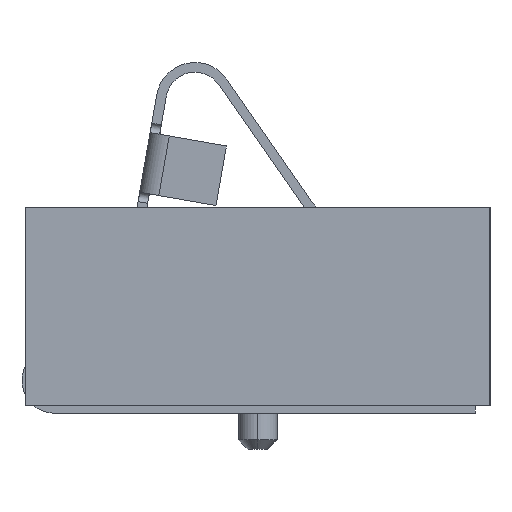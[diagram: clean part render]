
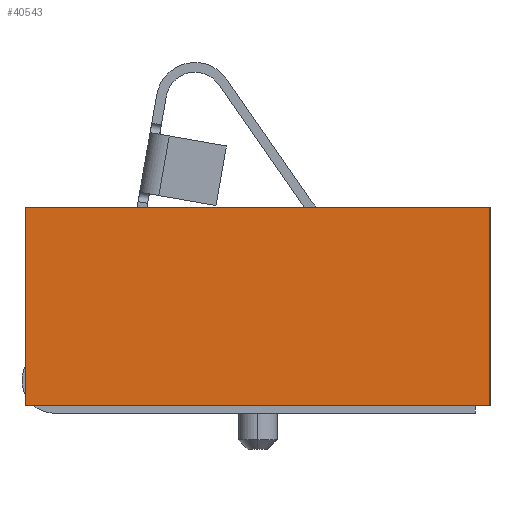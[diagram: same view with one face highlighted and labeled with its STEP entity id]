
A CAD part, left-side view. The second image highlights one B-rep face of the part: STEP entity #40543.
In plain terms, the highlighted free-form (B-spline) face has degree [1, 1] with [2, 2] control points.
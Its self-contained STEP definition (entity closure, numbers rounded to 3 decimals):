
#40543 = ADVANCED_FACE('',(#40544),#40558,.T.);
#40544 = FACE_BOUND('',#40545,.T.);
#40545 = EDGE_LOOP('',(#40546,#40569,#40585,#40601));
#40546 = ORIENTED_EDGE('',*,*,#40547,.T.);
#40547 = EDGE_CURVE('',#40548,#40550,#40552,.T.);
#40548 = VERTEX_POINT('',#40549);
#40549 = CARTESIAN_POINT('',(-6.45,4.8,0.));
#40550 = VERTEX_POINT('',#40551);
#40551 = CARTESIAN_POINT('',(-6.45,4.8,-4.1));
#40552 = SURFACE_CURVE('',#40553,(#40557),.PCURVE_S1.);
#40553 = LINE('',#40554,#40555);
#40554 = CARTESIAN_POINT('',(-6.45,4.8,0.));
#40555 = VECTOR('',#40556,1.);
#40556 = DIRECTION('',(0.,0.,-1.));
#40557 = PCURVE('',#40558,#40563);
#40558 = B_SPLINE_SURFACE_WITH_KNOTS('',1,1,(
    (#40559,#40560)
    ,(#40561,#40562
    )),.UNSPECIFIED.,.F.,.F.,.F.,(2,2),(2,2),(-0.082,4.182),(-9.792,
    0.192),.PIECEWISE_BEZIER_KNOTS.);
#40559 = CARTESIAN_POINT('',(-6.45,-4.992,-4.182));
#40560 = CARTESIAN_POINT('',(-6.45,4.992,-4.182));
#40561 = CARTESIAN_POINT('',(-6.45,-4.992,0.082));
#40562 = CARTESIAN_POINT('',(-6.45,4.992,0.082));
#40563 = DEFINITIONAL_REPRESENTATION('',(#40564),#40568);
#40564 = LINE('',#40565,#40566);
#40565 = CARTESIAN_POINT('',(4.1,0.));
#40566 = VECTOR('',#40567,1.);
#40567 = DIRECTION('',(-1.,0.));
#40568 = ( GEOMETRIC_REPRESENTATION_CONTEXT(2) 
PARAMETRIC_REPRESENTATION_CONTEXT() REPRESENTATION_CONTEXT('2D SPACE',''
  ) );
#40569 = ORIENTED_EDGE('',*,*,#40570,.T.);
#40570 = EDGE_CURVE('',#40550,#40571,#40573,.T.);
#40571 = VERTEX_POINT('',#40572);
#40572 = CARTESIAN_POINT('',(-6.45,-4.8,-4.1));
#40573 = SURFACE_CURVE('',#40574,(#40578),.PCURVE_S1.);
#40574 = LINE('',#40575,#40576);
#40575 = CARTESIAN_POINT('',(-6.45,4.8,-4.1));
#40576 = VECTOR('',#40577,1.);
#40577 = DIRECTION('',(0.,-1.,0.));
#40578 = PCURVE('',#40558,#40579);
#40579 = DEFINITIONAL_REPRESENTATION('',(#40580),#40584);
#40580 = LINE('',#40581,#40582);
#40581 = CARTESIAN_POINT('',(0.,0.));
#40582 = VECTOR('',#40583,1.);
#40583 = DIRECTION('',(0.,-1.));
#40584 = ( GEOMETRIC_REPRESENTATION_CONTEXT(2) 
PARAMETRIC_REPRESENTATION_CONTEXT() REPRESENTATION_CONTEXT('2D SPACE',''
  ) );
#40585 = ORIENTED_EDGE('',*,*,#40586,.T.);
#40586 = EDGE_CURVE('',#40571,#40587,#40589,.T.);
#40587 = VERTEX_POINT('',#40588);
#40588 = CARTESIAN_POINT('',(-6.45,-4.8,0.));
#40589 = SURFACE_CURVE('',#40590,(#40594),.PCURVE_S1.);
#40590 = LINE('',#40591,#40592);
#40591 = CARTESIAN_POINT('',(-6.45,-4.8,-4.1));
#40592 = VECTOR('',#40593,1.);
#40593 = DIRECTION('',(0.,0.,1.));
#40594 = PCURVE('',#40558,#40595);
#40595 = DEFINITIONAL_REPRESENTATION('',(#40596),#40600);
#40596 = LINE('',#40597,#40598);
#40597 = CARTESIAN_POINT('',(0.,-9.6));
#40598 = VECTOR('',#40599,1.);
#40599 = DIRECTION('',(1.,0.));
#40600 = ( GEOMETRIC_REPRESENTATION_CONTEXT(2) 
PARAMETRIC_REPRESENTATION_CONTEXT() REPRESENTATION_CONTEXT('2D SPACE',''
  ) );
#40601 = ORIENTED_EDGE('',*,*,#40602,.T.);
#40602 = EDGE_CURVE('',#40587,#40548,#40603,.T.);
#40603 = SURFACE_CURVE('',#40604,(#40608),.PCURVE_S1.);
#40604 = LINE('',#40605,#40606);
#40605 = CARTESIAN_POINT('',(-6.45,-4.8,0.));
#40606 = VECTOR('',#40607,1.);
#40607 = DIRECTION('',(0.,1.,0.));
#40608 = PCURVE('',#40558,#40609);
#40609 = DEFINITIONAL_REPRESENTATION('',(#40610),#40614);
#40610 = LINE('',#40611,#40612);
#40611 = CARTESIAN_POINT('',(4.1,-9.6));
#40612 = VECTOR('',#40613,1.);
#40613 = DIRECTION('',(0.,1.));
#40614 = ( GEOMETRIC_REPRESENTATION_CONTEXT(2) 
PARAMETRIC_REPRESENTATION_CONTEXT() REPRESENTATION_CONTEXT('2D SPACE',''
  ) );
